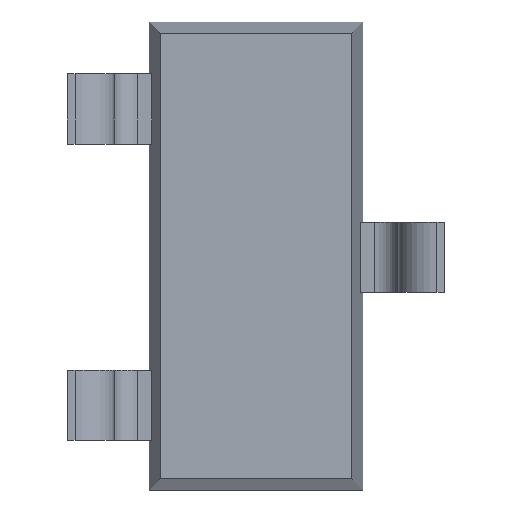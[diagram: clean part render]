
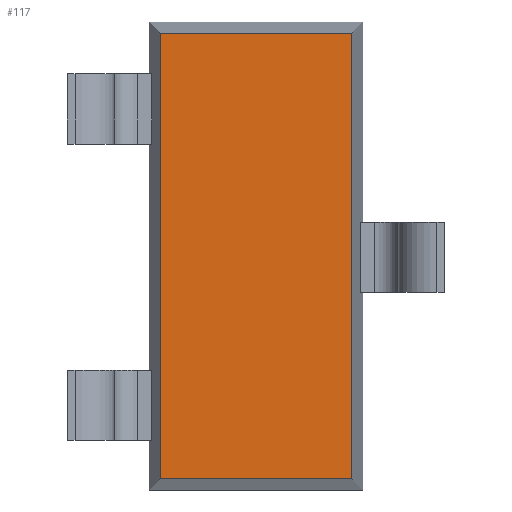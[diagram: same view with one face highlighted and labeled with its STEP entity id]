
A CAD part, front view. The second image highlights one B-rep face of the part: STEP entity #117.
In plain terms, the highlighted planar face has unit normal (0, -1, 0).
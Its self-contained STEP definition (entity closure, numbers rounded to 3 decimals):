
#47 = VERTEX_POINT ( 'NONE', #514 ) ;
#54 = DIRECTION ( 'NONE',  ( 0., 0., -1. ) ) ;
#117 = ADVANCED_FACE ( 'NONE', ( #592 ), #1639, .T. ) ;
#174 = DIRECTION ( 'NONE',  ( -1., 0., 0. ) ) ;
#186 = LINE ( 'NONE', #331, #1442 ) ;
#221 = LINE ( 'NONE', #868, #1542 ) ;
#325 = EDGE_CURVE ( 'NONE', #1715, #562, #186, .T. ) ;
#331 = CARTESIAN_POINT ( 'NONE',  ( 0.613, 0.1, -1.5 ) ) ;
#337 = ORIENTED_EDGE ( 'NONE', *, *, #894, .T. ) ;
#340 = ORIENTED_EDGE ( 'NONE', *, *, #1772, .T. ) ;
#351 = LINE ( 'NONE', #726, #1633 ) ;
#438 = DIRECTION ( 'NONE',  ( 1., 0., 0. ) ) ;
#514 = CARTESIAN_POINT ( 'NONE',  ( -0.613, 0.1, -1.428 ) ) ;
#540 = DIRECTION ( 'NONE',  ( 0., 0., -1. ) ) ;
#562 = VERTEX_POINT ( 'NONE', #657 ) ;
#592 = FACE_OUTER_BOUND ( 'NONE', #953, .T. ) ;
#615 = DIRECTION ( 'NONE',  ( 0., 0., 1. ) ) ;
#657 = CARTESIAN_POINT ( 'NONE',  ( 0.613, 0.1, 1.428 ) ) ;
#726 = CARTESIAN_POINT ( 'NONE',  ( 0.685, 0.1, 1.428 ) ) ;
#780 = EDGE_CURVE ( 'NONE', #47, #1715, #221, .T. ) ;
#851 = ORIENTED_EDGE ( 'NONE', *, *, #325, .T. ) ;
#868 = CARTESIAN_POINT ( 'NONE',  ( -0.685, 0.1, -1.428 ) ) ;
#881 = CARTESIAN_POINT ( 'NONE',  ( -0.613, 0.1, 1.5 ) ) ;
#891 = VERTEX_POINT ( 'NONE', #899 ) ;
#894 = EDGE_CURVE ( 'NONE', #891, #47, #1692, .T. ) ;
#899 = CARTESIAN_POINT ( 'NONE',  ( -0.613, 0.1, 1.428 ) ) ;
#953 = EDGE_LOOP ( 'NONE', ( #337, #1130, #851, #340 ) ) ;
#1130 = ORIENTED_EDGE ( 'NONE', *, *, #780, .T. ) ;
#1215 = CARTESIAN_POINT ( 'NONE',  ( 0., 0.1, 0. ) ) ;
#1228 = DIRECTION ( 'NONE',  ( 0., -1., 0. ) ) ;
#1419 = VECTOR ( 'NONE', #54, 1000. ) ;
#1442 = VECTOR ( 'NONE', #615, 1000. ) ;
#1542 = VECTOR ( 'NONE', #438, 1000. ) ;
#1561 = CARTESIAN_POINT ( 'NONE',  ( 0.613, 0.1, -1.428 ) ) ;
#1591 = AXIS2_PLACEMENT_3D ( 'NONE', #1215, #1228, #540 ) ;
#1633 = VECTOR ( 'NONE', #174, 1000. ) ;
#1639 = PLANE ( 'NONE',  #1591 ) ;
#1692 = LINE ( 'NONE', #881, #1419 ) ;
#1715 = VERTEX_POINT ( 'NONE', #1561 ) ;
#1772 = EDGE_CURVE ( 'NONE', #562, #891, #351, .T. ) ;
